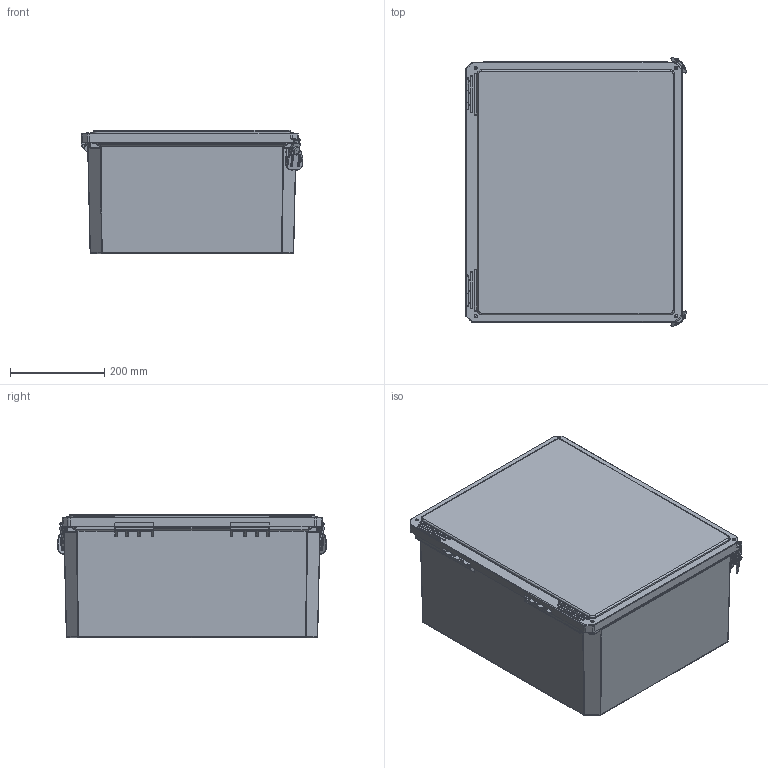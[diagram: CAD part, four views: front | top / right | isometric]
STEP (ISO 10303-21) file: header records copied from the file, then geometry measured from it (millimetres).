
FILE_DESCRIPTION (( 'STEP AP214' ), '1' );
FILE_NAME ('FR201610HLL.STEP', '2018-11-01T14:37:49', ( '' ), ( '' ), 'SwSTEP 2.0', 'SolidWorks 2018', '' );
FILE_SCHEMA (( 'AUTOMOTIVE_DESIGN' ));
Length unit declared in the file: inch
Products named in the file (1): FR201610HLL
Bounding box: 471.44 x 573.48 x 262.58 mm (x, y, z)
Volume: 4683023.5 mm3; surface area: 2069735.5 mm2
Topology: 37 solids, 37 shells, 2342 faces, 5724 edges, 3405 vertices
Faces by surface type: cylinder 924, plane 822, bspline 411, torus 130, cone 48, sphere 7
Full cylindrical faces by diameter (mm): 1.267 x4, 1.27 x2, 2.489 x4, 3.429 x4, 3.48 x4, 3.81 x4, 3.861 x8, 3.962 x16, 5.08 x4, 5.3 x4, 5.563 x2, 5.766 x2, 6.248 x16, 6.401 x4, 6.426 x4, 7.937 x2, 9.22 x2, 11.049 x2, 15.24 x2
Entity records: 94928 total; most frequent: CARTESIAN_POINT 45059, ORIENTED_EDGE 10990, DIRECTION 8705, EDGE_CURVE 5495, VERTEX_POINT 3375, AXIS2_PLACEMENT_3D 2997, VECTOR 2711, LINE 2711
